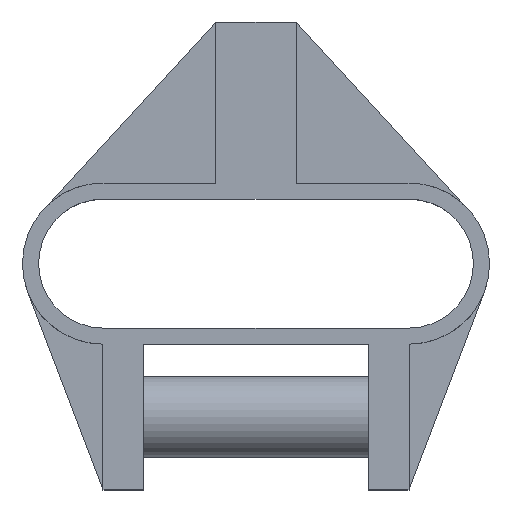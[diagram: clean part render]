
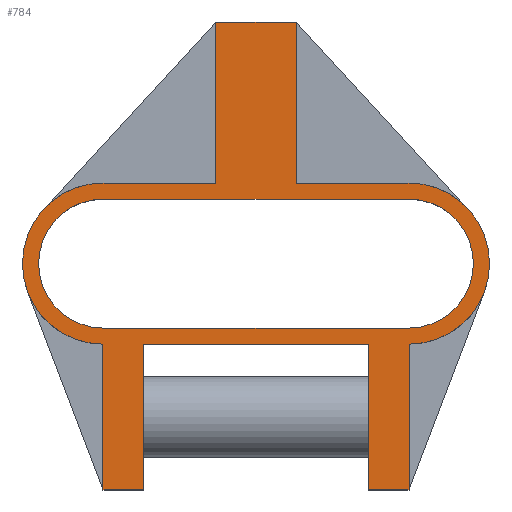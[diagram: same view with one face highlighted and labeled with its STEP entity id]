
A CAD part, top view. The second image highlights one B-rep face of the part: STEP entity #784.
In plain terms, the highlighted planar face has unit normal (0, 0, 1).
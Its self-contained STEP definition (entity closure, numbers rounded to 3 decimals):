
#15=FACE_BOUND('',#134,.T.);
#51=PLANE('',#861);
#92=FACE_OUTER_BOUND('',#133,.T.);
#133=EDGE_LOOP('',(#700,#701,#702,#703,#704,#705,#706,#707,#708,#709,#710,
#711,#712,#713,#714,#715));
#134=EDGE_LOOP('',(#716,#717,#718,#719));
#140=LINE('',#1100,#229);
#141=LINE('',#1103,#230);
#144=LINE('',#1109,#233);
#149=LINE('',#1118,#238);
#175=LINE('',#1189,#264);
#180=LINE('',#1198,#269);
#192=LINE('',#1230,#281);
#205=LINE('',#1258,#294);
#209=LINE('',#1270,#298);
#212=LINE('',#1278,#301);
#214=LINE('',#1281,#303);
#216=LINE('',#1286,#305);
#219=LINE('',#1290,#308);
#221=LINE('',#1293,#310);
#223=LINE('',#1297,#312);
#225=LINE('',#1300,#314);
#229=VECTOR('',#884,10.);
#230=VECTOR('',#887,10.);
#233=VECTOR('',#892,10.);
#238=VECTOR('',#899,10.);
#264=VECTOR('',#961,10.);
#269=VECTOR('',#970,10.);
#281=VECTOR('',#1000,10.);
#294=VECTOR('',#1025,10.);
#298=VECTOR('',#1037,10.);
#301=VECTOR('',#1048,10.);
#303=VECTOR('',#1052,10.);
#305=VECTOR('',#1058,10.);
#308=VECTOR('',#1063,10.);
#310=VECTOR('',#1067,10.);
#312=VECTOR('',#1071,10.);
#314=VECTOR('',#1075,10.);
#326=CIRCLE('',#820,20.);
#332=CIRCLE('',#835,20.);
#334=CIRCLE('',#848,16.);
#336=CIRCLE('',#852,16.);
#337=VERTEX_POINT('',#1082);
#342=VERTEX_POINT('',#1092);
#344=VERTEX_POINT('',#1098);
#345=VERTEX_POINT('',#1102);
#347=VERTEX_POINT('',#1108);
#350=VERTEX_POINT('',#1116);
#363=VERTEX_POINT('',#1149);
#364=VERTEX_POINT('',#1151);
#376=VERTEX_POINT('',#1186);
#377=VERTEX_POINT('',#1188);
#379=VERTEX_POINT('',#1196);
#385=VERTEX_POINT('',#1210);
#390=VERTEX_POINT('',#1228);
#398=VERTEX_POINT('',#1255);
#399=VERTEX_POINT('',#1257);
#401=VERTEX_POINT('',#1263);
#403=VERTEX_POINT('',#1269);
#404=VERTEX_POINT('',#1277);
#405=VERTEX_POINT('',#1285);
#406=VERTEX_POINT('',#1296);
#416=EDGE_CURVE('',#342,#344,#140,.T.);
#417=EDGE_CURVE('',#345,#342,#141,.T.);
#420=EDGE_CURVE('',#347,#337,#144,.T.);
#425=EDGE_CURVE('',#337,#350,#149,.T.);
#441=EDGE_CURVE('',#364,#363,#326,.T.);
#459=EDGE_CURVE('',#377,#376,#175,.T.);
#464=EDGE_CURVE('',#376,#379,#180,.T.);
#471=EDGE_CURVE('',#379,#385,#332,.T.);
#480=EDGE_CURVE('',#363,#390,#192,.T.);
#493=EDGE_CURVE('',#399,#398,#205,.T.);
#496=EDGE_CURVE('',#401,#399,#334,.T.);
#499=EDGE_CURVE('',#403,#401,#209,.T.);
#502=EDGE_CURVE('',#398,#403,#336,.T.);
#504=EDGE_CURVE('',#404,#377,#212,.T.);
#506=EDGE_CURVE('',#390,#404,#214,.T.);
#508=EDGE_CURVE('',#405,#364,#216,.T.);
#511=EDGE_CURVE('',#344,#405,#219,.T.);
#513=EDGE_CURVE('',#350,#345,#221,.T.);
#515=EDGE_CURVE('',#406,#347,#223,.T.);
#517=EDGE_CURVE('',#385,#406,#225,.T.);
#700=ORIENTED_EDGE('',*,*,#464,.T.);
#701=ORIENTED_EDGE('',*,*,#471,.T.);
#702=ORIENTED_EDGE('',*,*,#517,.T.);
#703=ORIENTED_EDGE('',*,*,#515,.T.);
#704=ORIENTED_EDGE('',*,*,#420,.T.);
#705=ORIENTED_EDGE('',*,*,#425,.T.);
#706=ORIENTED_EDGE('',*,*,#513,.T.);
#707=ORIENTED_EDGE('',*,*,#417,.T.);
#708=ORIENTED_EDGE('',*,*,#416,.T.);
#709=ORIENTED_EDGE('',*,*,#511,.T.);
#710=ORIENTED_EDGE('',*,*,#508,.T.);
#711=ORIENTED_EDGE('',*,*,#441,.T.);
#712=ORIENTED_EDGE('',*,*,#480,.T.);
#713=ORIENTED_EDGE('',*,*,#506,.T.);
#714=ORIENTED_EDGE('',*,*,#504,.T.);
#715=ORIENTED_EDGE('',*,*,#459,.T.);
#716=ORIENTED_EDGE('',*,*,#502,.T.);
#717=ORIENTED_EDGE('',*,*,#499,.T.);
#718=ORIENTED_EDGE('',*,*,#496,.T.);
#719=ORIENTED_EDGE('',*,*,#493,.T.);
#784=ADVANCED_FACE('',(#92,#15),#51,.T.);
#820=AXIS2_PLACEMENT_3D('',#1152,#928,#929);
#835=AXIS2_PLACEMENT_3D('',#1212,#982,#983);
#848=AXIS2_PLACEMENT_3D('',#1264,#1031,#1032);
#852=AXIS2_PLACEMENT_3D('',#1274,#1043,#1044);
#861=AXIS2_PLACEMENT_3D('',#1301,#1076,#1077);
#884=DIRECTION('',(0.,-1.,0.));
#887=DIRECTION('',(0.,-1.,0.));
#892=DIRECTION('',(0.,1.,0.));
#899=DIRECTION('',(0.,1.,0.));
#928=DIRECTION('center_axis',(0.,0.,1.));
#929=DIRECTION('ref_axis',(0.,-1.,0.));
#961=DIRECTION('',(0.,-1.,0.));
#970=DIRECTION('',(-1.,0.,0.));
#982=DIRECTION('center_axis',(0.,0.,1.));
#983=DIRECTION('ref_axis',(0.,1.,0.));
#1000=DIRECTION('',(-1.,0.,0.));
#1025=DIRECTION('',(-1.,0.,0.));
#1031=DIRECTION('center_axis',(0.,0.,-1.));
#1032=DIRECTION('ref_axis',(0.,-1.,0.));
#1037=DIRECTION('',(1.,0.,0.));
#1043=DIRECTION('center_axis',(0.,0.,-1.));
#1044=DIRECTION('ref_axis',(0.,1.,0.));
#1048=DIRECTION('',(-1.,0.,0.));
#1052=DIRECTION('',(0.,1.,0.));
#1058=DIRECTION('',(0.,1.,0.));
#1063=DIRECTION('',(1.,0.,0.));
#1067=DIRECTION('',(1.,0.,0.));
#1071=DIRECTION('',(1.,0.,0.));
#1075=DIRECTION('',(0.,-1.,0.));
#1076=DIRECTION('center_axis',(0.,0.,1.));
#1077=DIRECTION('ref_axis',(1.,0.,0.));
#1082=CARTESIAN_POINT('',(-28.,-38.1,20.));
#1092=CARTESIAN_POINT('',(28.,-38.1,20.));
#1098=CARTESIAN_POINT('',(28.,-56.2,20.));
#1100=CARTESIAN_POINT('',(28.,-56.2,20.));
#1102=CARTESIAN_POINT('',(28.,-20.,20.));
#1103=CARTESIAN_POINT('',(28.,-56.2,20.));
#1108=CARTESIAN_POINT('',(-28.,-56.2,20.));
#1109=CARTESIAN_POINT('',(-28.,-56.2,20.));
#1116=CARTESIAN_POINT('',(-28.,-20.,20.));
#1118=CARTESIAN_POINT('',(-28.,-56.2,20.));
#1149=CARTESIAN_POINT('',(38.,20.,20.));
#1151=CARTESIAN_POINT('',(38.,-20.,20.));
#1152=CARTESIAN_POINT('Origin',(38.,0.,20.));
#1186=CARTESIAN_POINT('',(-10.,20.,20.));
#1188=CARTESIAN_POINT('',(-10.,60.,20.));
#1189=CARTESIAN_POINT('',(-10.,20.,20.));
#1196=CARTESIAN_POINT('',(-38.,20.,20.));
#1198=CARTESIAN_POINT('',(38.,20.,20.));
#1210=CARTESIAN_POINT('',(-38.,-20.,20.));
#1212=CARTESIAN_POINT('Origin',(-38.,0.,20.));
#1228=CARTESIAN_POINT('',(10.,20.,20.));
#1230=CARTESIAN_POINT('',(38.,20.,20.));
#1255=CARTESIAN_POINT('',(-38.,-16.,20.));
#1257=CARTESIAN_POINT('',(38.,-16.,20.));
#1258=CARTESIAN_POINT('',(-38.,-16.,20.));
#1263=CARTESIAN_POINT('',(38.,16.,20.));
#1264=CARTESIAN_POINT('Origin',(38.,0.,20.));
#1269=CARTESIAN_POINT('',(-38.,16.,20.));
#1270=CARTESIAN_POINT('',(38.,16.,20.));
#1274=CARTESIAN_POINT('Origin',(-38.,0.,20.));
#1277=CARTESIAN_POINT('',(10.,60.,20.));
#1278=CARTESIAN_POINT('',(-10.,60.,20.));
#1281=CARTESIAN_POINT('',(10.,60.,20.));
#1285=CARTESIAN_POINT('',(38.,-56.2,20.));
#1286=CARTESIAN_POINT('',(38.,-20.,20.));
#1290=CARTESIAN_POINT('',(38.,-56.2,20.));
#1293=CARTESIAN_POINT('',(-38.,-20.,20.));
#1296=CARTESIAN_POINT('',(-38.,-56.2,20.));
#1297=CARTESIAN_POINT('',(-38.,-56.2,20.));
#1300=CARTESIAN_POINT('',(-38.,-20.,20.));
#1301=CARTESIAN_POINT('Origin',(0.,1.9,20.));
